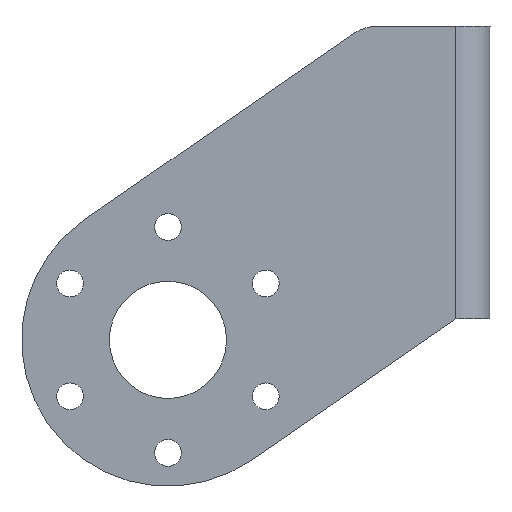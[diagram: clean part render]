
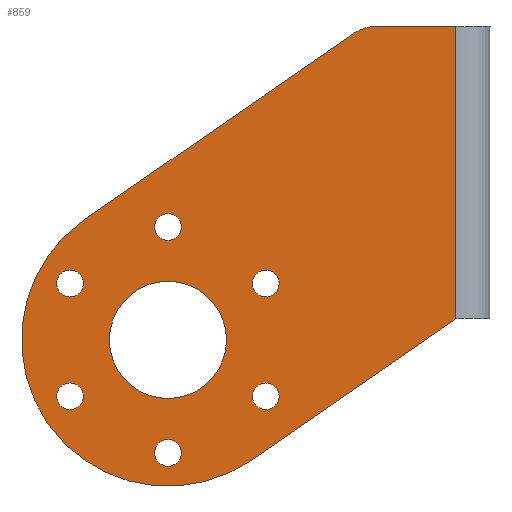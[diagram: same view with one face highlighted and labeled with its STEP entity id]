
A CAD part, left-side view. The second image highlights one B-rep face of the part: STEP entity #859.
In plain terms, the highlighted planar face has unit normal (-1, 0, 0).
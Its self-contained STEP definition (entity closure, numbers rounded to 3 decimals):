
#23=FACE_BOUND('',#156,.T.);
#24=FACE_BOUND('',#157,.T.);
#25=FACE_BOUND('',#158,.T.);
#26=FACE_BOUND('',#159,.T.);
#27=FACE_BOUND('',#160,.T.);
#28=FACE_BOUND('',#161,.T.);
#29=FACE_BOUND('',#162,.T.);
#66=PLANE('',#975);
#105=FACE_OUTER_BOUND('',#155,.T.);
#155=EDGE_LOOP('',(#719,#720,#721,#722,#723,#724));
#156=EDGE_LOOP('',(#725));
#157=EDGE_LOOP('',(#726));
#158=EDGE_LOOP('',(#727));
#159=EDGE_LOOP('',(#728));
#160=EDGE_LOOP('',(#729));
#161=EDGE_LOOP('',(#730));
#162=EDGE_LOOP('',(#731));
#227=LINE('',#1403,#283);
#233=LINE('',#1415,#289);
#240=LINE('',#1437,#296);
#251=LINE('',#1469,#307);
#283=VECTOR('',#1157,10.);
#289=VECTOR('',#1167,10.);
#296=VECTOR('',#1188,10.);
#307=VECTOR('',#1227,10.);
#328=CIRCLE('',#907,1.6);
#332=CIRCLE('',#913,1.6);
#336=CIRCLE('',#919,1.6);
#340=CIRCLE('',#925,1.6);
#344=CIRCLE('',#931,1.6);
#348=CIRCLE('',#937,1.6);
#351=CIRCLE('',#942,5.);
#359=CIRCLE('',#956,17.5);
#370=CIRCLE('',#972,7.);
#388=VERTEX_POINT('',#1297);
#392=VERTEX_POINT('',#1309);
#396=VERTEX_POINT('',#1321);
#400=VERTEX_POINT('',#1333);
#404=VERTEX_POINT('',#1345);
#408=VERTEX_POINT('',#1357);
#411=VERTEX_POINT('',#1367);
#412=VERTEX_POINT('',#1368);
#422=VERTEX_POINT('',#1390);
#427=VERTEX_POINT('',#1402);
#431=VERTEX_POINT('',#1414);
#439=VERTEX_POINT('',#1436);
#446=VERTEX_POINT('',#1459);
#473=EDGE_CURVE('',#388,#388,#328,.T.);
#479=EDGE_CURVE('',#392,#392,#332,.T.);
#485=EDGE_CURVE('',#396,#396,#336,.T.);
#491=EDGE_CURVE('',#400,#400,#340,.T.);
#497=EDGE_CURVE('',#404,#404,#344,.T.);
#503=EDGE_CURVE('',#408,#408,#348,.T.);
#507=EDGE_CURVE('',#411,#412,#351,.T.);
#523=EDGE_CURVE('',#412,#427,#227,.T.);
#529=EDGE_CURVE('',#431,#422,#233,.T.);
#532=EDGE_CURVE('',#427,#431,#359,.T.);
#541=EDGE_CURVE('',#439,#411,#240,.T.);
#554=EDGE_CURVE('',#446,#446,#370,.T.);
#559=EDGE_CURVE('',#439,#422,#251,.T.);
#719=ORIENTED_EDGE('',*,*,#541,.T.);
#720=ORIENTED_EDGE('',*,*,#507,.T.);
#721=ORIENTED_EDGE('',*,*,#523,.T.);
#722=ORIENTED_EDGE('',*,*,#532,.T.);
#723=ORIENTED_EDGE('',*,*,#529,.T.);
#724=ORIENTED_EDGE('',*,*,#559,.F.);
#725=ORIENTED_EDGE('',*,*,#473,.T.);
#726=ORIENTED_EDGE('',*,*,#479,.T.);
#727=ORIENTED_EDGE('',*,*,#485,.T.);
#728=ORIENTED_EDGE('',*,*,#491,.T.);
#729=ORIENTED_EDGE('',*,*,#497,.T.);
#730=ORIENTED_EDGE('',*,*,#503,.T.);
#731=ORIENTED_EDGE('',*,*,#554,.T.);
#859=ADVANCED_FACE('',(#105,#23,#24,#25,#26,#27,#28,#29),#66,.T.);
#907=AXIS2_PLACEMENT_3D('',#1299,#1046,#1047);
#913=AXIS2_PLACEMENT_3D('',#1311,#1060,#1061);
#919=AXIS2_PLACEMENT_3D('',#1323,#1074,#1075);
#925=AXIS2_PLACEMENT_3D('',#1335,#1088,#1089);
#931=AXIS2_PLACEMENT_3D('',#1347,#1102,#1103);
#937=AXIS2_PLACEMENT_3D('',#1359,#1116,#1117);
#942=AXIS2_PLACEMENT_3D('',#1369,#1127,#1128);
#956=AXIS2_PLACEMENT_3D('',#1420,#1172,#1173);
#972=AXIS2_PLACEMENT_3D('',#1461,#1215,#1216);
#975=AXIS2_PLACEMENT_3D('',#1468,#1225,#1226);
#1046=DIRECTION('center_axis',(1.,0.,0.));
#1047=DIRECTION('ref_axis',(0.,1.,0.));
#1060=DIRECTION('center_axis',(1.,0.,0.));
#1061=DIRECTION('ref_axis',(0.,1.,0.));
#1074=DIRECTION('center_axis',(1.,0.,0.));
#1075=DIRECTION('ref_axis',(0.,1.,0.));
#1088=DIRECTION('center_axis',(1.,0.,0.));
#1089=DIRECTION('ref_axis',(0.,1.,0.));
#1102=DIRECTION('center_axis',(1.,0.,0.));
#1103=DIRECTION('ref_axis',(0.,1.,0.));
#1116=DIRECTION('center_axis',(1.,0.,0.));
#1117=DIRECTION('ref_axis',(0.,1.,0.));
#1127=DIRECTION('center_axis',(-1.,0.,0.));
#1128=DIRECTION('ref_axis',(0.,0.569,0.823));
#1157=DIRECTION('',(0.,0.823,-0.569));
#1167=DIRECTION('',(0.,-0.823,0.569));
#1172=DIRECTION('center_axis',(-1.,0.,0.));
#1173=DIRECTION('ref_axis',(0.,0.,-1.));
#1188=DIRECTION('',(0.,1.,0.));
#1215=DIRECTION('center_axis',(1.,0.,0.));
#1216=DIRECTION('ref_axis',(0.,0.,-1.));
#1225=DIRECTION('center_axis',(-1.,0.,0.));
#1226=DIRECTION('ref_axis',(0.,-1.,0.));
#1227=DIRECTION('',(0.,0.,-1.));
#1297=CARTESIAN_POINT('',(-40.65,21.209,-13.25));
#1299=CARTESIAN_POINT('Origin',(-40.65,22.809,-13.25));
#1309=CARTESIAN_POINT('',(-40.65,32.9,-33.5));
#1311=CARTESIAN_POINT('Origin',(-40.65,34.5,-33.5));
#1321=CARTESIAN_POINT('',(-40.65,44.591,-13.25));
#1323=CARTESIAN_POINT('Origin',(-40.65,46.191,-13.25));
#1333=CARTESIAN_POINT('',(-40.65,44.591,-26.75));
#1335=CARTESIAN_POINT('Origin',(-40.65,46.191,-26.75));
#1345=CARTESIAN_POINT('',(-40.65,21.209,-26.75));
#1347=CARTESIAN_POINT('Origin',(-40.65,22.809,-26.75));
#1357=CARTESIAN_POINT('',(-40.65,32.9,-6.5));
#1359=CARTESIAN_POINT('Origin',(-40.65,34.5,-6.5));
#1367=CARTESIAN_POINT('',(-40.65,9.457,17.5));
#1368=CARTESIAN_POINT('',(-40.65,12.3,16.613));
#1369=CARTESIAN_POINT('Origin',(-40.65,9.457,12.5));
#1390=CARTESIAN_POINT('',(-40.65,0.1,-17.5));
#1402=CARTESIAN_POINT('',(-40.65,44.449,-5.603));
#1403=CARTESIAN_POINT('',(-40.65,45.694,-6.463));
#1414=CARTESIAN_POINT('',(-40.65,24.551,-34.397));
#1415=CARTESIAN_POINT('',(-40.65,13.571,-26.809));
#1420=CARTESIAN_POINT('Origin',(-40.65,34.5,-20.));
#1436=CARTESIAN_POINT('',(-40.65,0.1,17.5));
#1437=CARTESIAN_POINT('',(-40.65,30.729,17.5));
#1459=CARTESIAN_POINT('',(-40.65,34.5,-13.));
#1461=CARTESIAN_POINT('Origin',(-40.65,34.5,-20.));
#1468=CARTESIAN_POINT('Origin',(-40.65,52.,0.));
#1469=CARTESIAN_POINT('',(-40.65,0.1,0.));
